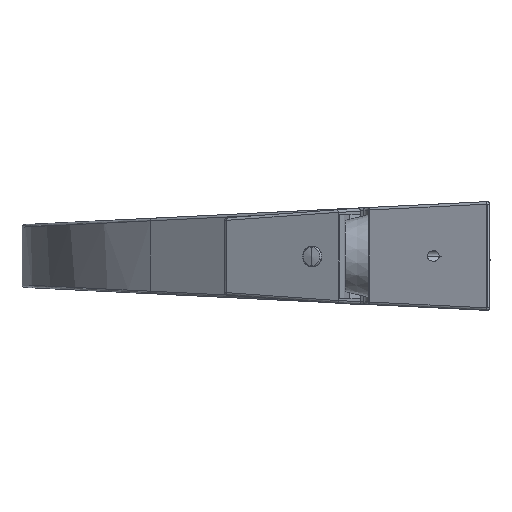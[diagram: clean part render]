
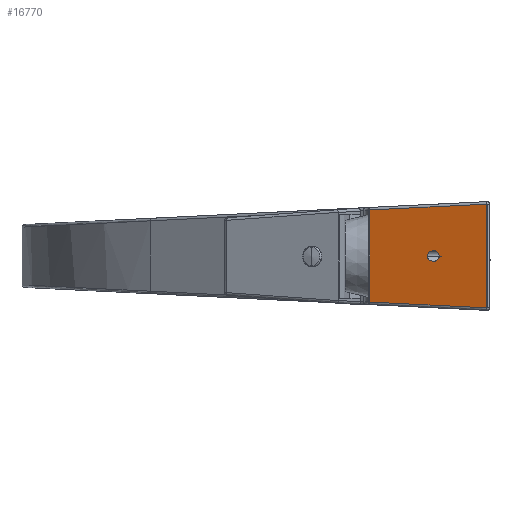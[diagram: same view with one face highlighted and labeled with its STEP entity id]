
A CAD part, left-side view. The second image highlights one B-rep face of the part: STEP entity #16770.
In plain terms, the highlighted planar face has unit normal (-0.939, 0.345, 0).
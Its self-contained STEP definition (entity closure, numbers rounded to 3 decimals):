
#276 = CARTESIAN_POINT ( 'NONE',  ( -101.111, -71.951, 21.311 ) ) ;
#492 = VERTEX_POINT ( 'NONE', #276 ) ;
#667 = CARTESIAN_POINT ( 'NONE',  ( -91.317, -45.297, 3.69 ) ) ;
#737 = CARTESIAN_POINT ( 'NONE',  ( -99.469, -67.481, 21.311 ) ) ;
#2051 = CARTESIAN_POINT ( 'NONE',  ( -107.778, -90.092, 41.155 ) ) ;
#2161 = FACE_OUTER_BOUND ( 'NONE', #18089, .T. ) ;
#3549 = FACE_BOUND ( 'NONE', #7311, .T. ) ;
#4083 = VECTOR ( 'NONE', #19116, 1000. ) ;
#4959 = VECTOR ( 'NONE', #14725, 1000. ) ;
#5138 = DIRECTION ( 'NONE',  ( 0.939, -0.345, 0. ) ) ;
#5141 = ORIENTED_EDGE ( 'NONE', *, *, #13547, .T. ) ;
#5577 = CARTESIAN_POINT ( 'NONE',  ( -99.469, -67.481, 17.311 ) ) ;
#6277 = CARTESIAN_POINT ( 'NONE',  ( -107.778, -90.092, 1.466 ) ) ;
#6601 = EDGE_CURVE ( 'NONE', #19493, #492, #17482, .T. ) ;
#6691 = CARTESIAN_POINT ( 'NONE',  ( -101.111, -71.951, 25.311 ) ) ;
#6770 = CARTESIAN_POINT ( 'NONE',  ( -99.469, -67.481, 21.311 ) ) ;
#7311 = EDGE_LOOP ( 'NONE', ( #18872, #9477 ) ) ;
#7422 = CARTESIAN_POINT ( 'NONE',  ( -101.111, -71.951, 21.311 ) ) ;
#8694 = LINE ( 'NONE', #16003, #4083 ) ;
#8778 = DIRECTION ( 'NONE',  ( 0., 0., 1. ) ) ;
#8822 = EDGE_CURVE ( 'NONE', #492, #19493, #11392, .T. ) ;
#9101 = VERTEX_POINT ( 'NONE', #667 ) ;
#9477 = ORIENTED_EDGE ( 'NONE', *, *, #6601, .F. ) ;
#9623 = CARTESIAN_POINT ( 'NONE',  ( -91.317, -45.297, 38.932 ) ) ;
#9894 = LINE ( 'NONE', #11088, #11517 ) ;
#10026 = PLANE ( 'NONE',  #16904 ) ;
#10191 = LINE ( 'NONE', #15771, #10454 ) ;
#10454 = VECTOR ( 'NONE', #8778, 1000. ) ;
#10489 = CARTESIAN_POINT ( 'NONE',  ( -99.469, -67.481, 21.311 ) ) ;
#11088 = CARTESIAN_POINT ( 'NONE',  ( -91.317, -45.297, 45.311 ) ) ;
#11392 =( BOUNDED_CURVE ( )  B_SPLINE_CURVE ( 3, ( #22227, #6691, #18693, #6770 ),
 .UNSPECIFIED., .F., .F. ) 
 B_SPLINE_CURVE_WITH_KNOTS ( ( 4, 4 ),
 ( 3.142, 6.283 ),
 .UNSPECIFIED. ) 
 CURVE ( )  GEOMETRIC_REPRESENTATION_ITEM ( )  RATIONAL_B_SPLINE_CURVE ( ( 1., 0.333, 0.333, 1. ) ) 
 REPRESENTATION_ITEM ( '' )  );
#11517 = VECTOR ( 'NONE', #12972, 1000. ) ;
#12838 = CARTESIAN_POINT ( 'NONE',  ( -107.568, -89.521, 1.495 ) ) ;
#12972 = DIRECTION ( 'NONE',  ( 0., 0., -1. ) ) ;
#13547 = EDGE_CURVE ( 'NONE', #9101, #15282, #16837, .T. ) ;
#13745 = ORIENTED_EDGE ( 'NONE', *, *, #20896, .T. ) ;
#14106 = CARTESIAN_POINT ( 'NONE',  ( -101.111, -71.951, 17.311 ) ) ;
#14725 = DIRECTION ( 'NONE',  ( -0.345, -0.938, -0.047 ) ) ;
#14736 = ORIENTED_EDGE ( 'NONE', *, *, #17023, .T. ) ;
#15282 = VERTEX_POINT ( 'NONE', #6277 ) ;
#15771 = CARTESIAN_POINT ( 'NONE',  ( -107.778, -90.092, 45.311 ) ) ;
#16003 = CARTESIAN_POINT ( 'NONE',  ( -108.337, -91.616, 41.231 ) ) ;
#16770 = ADVANCED_FACE ( 'NONE', ( #2161, #3549 ), #10026, .F. ) ;
#16837 = LINE ( 'NONE', #12838, #4959 ) ;
#16904 = AXIS2_PLACEMENT_3D ( 'NONE', #21785, #5138, #18340 ) ;
#17023 = EDGE_CURVE ( 'NONE', #20022, #18322, #8694, .T. ) ;
#17482 =( BOUNDED_CURVE ( )  B_SPLINE_CURVE ( 3, ( #10489, #5577, #14106, #7422 ),
 .UNSPECIFIED., .F., .F. ) 
 B_SPLINE_CURVE_WITH_KNOTS ( ( 4, 4 ),
 ( 0., 3.142 ),
 .UNSPECIFIED. ) 
 CURVE ( )  GEOMETRIC_REPRESENTATION_ITEM ( )  RATIONAL_B_SPLINE_CURVE ( ( 1., 0.333, 0.333, 1. ) ) 
 REPRESENTATION_ITEM ( '' )  );
#18089 = EDGE_LOOP ( 'NONE', ( #18119, #5141, #13745, #14736 ) ) ;
#18119 = ORIENTED_EDGE ( 'NONE', *, *, #20123, .T. ) ;
#18322 = VERTEX_POINT ( 'NONE', #9623 ) ;
#18340 = DIRECTION ( 'NONE',  ( 0.345, 0.939, 0. ) ) ;
#18693 = CARTESIAN_POINT ( 'NONE',  ( -99.469, -67.481, 25.311 ) ) ;
#18872 = ORIENTED_EDGE ( 'NONE', *, *, #8822, .F. ) ;
#19116 = DIRECTION ( 'NONE',  ( 0.345, 0.938, -0.047 ) ) ;
#19493 = VERTEX_POINT ( 'NONE', #737 ) ;
#20022 = VERTEX_POINT ( 'NONE', #2051 ) ;
#20123 = EDGE_CURVE ( 'NONE', #18322, #9101, #9894, .T. ) ;
#20896 = EDGE_CURVE ( 'NONE', #15282, #20022, #10191, .T. ) ;
#21785 = CARTESIAN_POINT ( 'NONE',  ( -108.272, -91.437, 45.311 ) ) ;
#22227 = CARTESIAN_POINT ( 'NONE',  ( -101.111, -71.951, 21.311 ) ) ;
